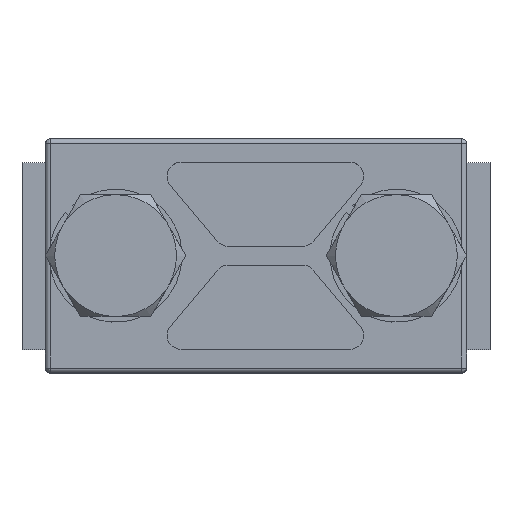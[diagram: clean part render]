
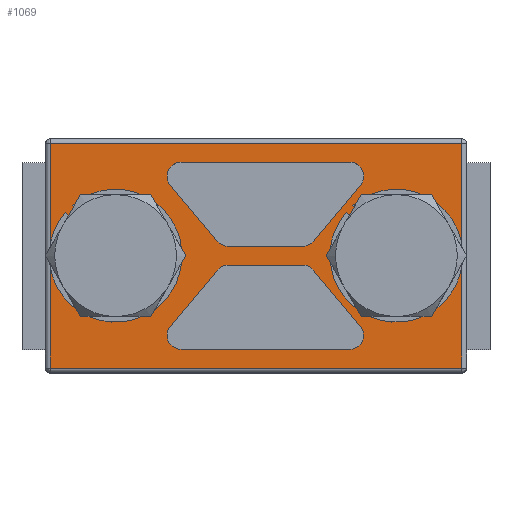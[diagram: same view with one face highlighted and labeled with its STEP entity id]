
A CAD part, top view. The second image highlights one B-rep face of the part: STEP entity #1069.
In plain terms, the highlighted face is planar.
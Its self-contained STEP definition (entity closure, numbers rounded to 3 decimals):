
#865=AXIS2_PLACEMENT_3D('Plane Axis2P3D',#862,#863,#864) ;
#903=AXIS2_PLACEMENT_3D('Circle Axis2P3D',#901,#902,$) ;
#912=AXIS2_PLACEMENT_3D('Circle Axis2P3D',#910,#911,$) ;
#921=AXIS2_PLACEMENT_3D('Circle Axis2P3D',#919,#920,$) ;
#930=AXIS2_PLACEMENT_3D('Circle Axis2P3D',#928,#929,$) ;
#948=AXIS2_PLACEMENT_3D('Circle Axis2P3D',#946,#947,$) ;
#962=AXIS2_PLACEMENT_3D('Circle Axis2P3D',#960,#961,$) ;
#976=AXIS2_PLACEMENT_3D('Circle Axis2P3D',#974,#975,$) ;
#990=AXIS2_PLACEMENT_3D('Circle Axis2P3D',#988,#989,$) ;
#1014=AXIS2_PLACEMENT_3D('Circle Axis2P3D',#1012,#1013,$) ;
#1028=AXIS2_PLACEMENT_3D('Circle Axis2P3D',#1026,#1027,$) ;
#1042=AXIS2_PLACEMENT_3D('Circle Axis2P3D',#1040,#1041,$) ;
#1056=AXIS2_PLACEMENT_3D('Circle Axis2P3D',#1054,#1055,$) ;
#862=CARTESIAN_POINT('Axis2P3D Location',(0.,0.,0.)) ;
#867=CARTESIAN_POINT('Line Origine',(0.,12.,0.)) ;
#871=CARTESIAN_POINT('Vertex',(22.,12.,0.)) ;
#873=CARTESIAN_POINT('Vertex',(-22.,12.,0.)) ;
#876=CARTESIAN_POINT('Line Origine',(22.,0.,0.)) ;
#880=CARTESIAN_POINT('Vertex',(22.,-12.,0.)) ;
#883=CARTESIAN_POINT('Line Origine',(0.,-12.,0.)) ;
#887=CARTESIAN_POINT('Vertex',(-22.,-12.,0.)) ;
#890=CARTESIAN_POINT('Line Origine',(-22.,0.,0.)) ;
#901=CARTESIAN_POINT('Axis2P3D Location',(15.,0.,0.)) ;
#905=CARTESIAN_POINT('Vertex',(15.,4.75,0.)) ;
#907=CARTESIAN_POINT('Vertex',(15.,-4.75,0.)) ;
#910=CARTESIAN_POINT('Axis2P3D Location',(15.,0.,0.)) ;
#919=CARTESIAN_POINT('Axis2P3D Location',(-15.,0.,0.)) ;
#923=CARTESIAN_POINT('Vertex',(-10.25,0.,0.)) ;
#925=CARTESIAN_POINT('Vertex',(-19.75,0.,0.)) ;
#928=CARTESIAN_POINT('Axis2P3D Location',(-15.,0.,0.)) ;
#937=CARTESIAN_POINT('Line Origine',(-1.,1.,0.)) ;
#941=CARTESIAN_POINT('Vertex',(-4.965,1.,0.)) ;
#943=CARTESIAN_POINT('Vertex',(2.965,1.,0.)) ;
#946=CARTESIAN_POINT('Axis2P3D Location',(2.965,2.5,0.)) ;
#950=CARTESIAN_POINT('Vertex',(4.114,1.536,0.)) ;
#953=CARTESIAN_POINT('Line Origine',(6.632,4.536,0.)) ;
#957=CARTESIAN_POINT('Vertex',(9.149,7.536,0.)) ;
#960=CARTESIAN_POINT('Axis2P3D Location',(8.,8.5,0.)) ;
#964=CARTESIAN_POINT('Vertex',(8.,10.,0.)) ;
#967=CARTESIAN_POINT('Line Origine',(-1.,10.,0.)) ;
#971=CARTESIAN_POINT('Vertex',(-10.,10.,0.)) ;
#974=CARTESIAN_POINT('Axis2P3D Location',(-10.,8.5,0.)) ;
#978=CARTESIAN_POINT('Vertex',(-11.149,7.536,0.)) ;
#981=CARTESIAN_POINT('Line Origine',(-8.632,4.536,0.)) ;
#985=CARTESIAN_POINT('Vertex',(-6.114,1.536,0.)) ;
#988=CARTESIAN_POINT('Axis2P3D Location',(-4.965,2.5,0.)) ;
#1003=CARTESIAN_POINT('Line Origine',(-1.,-1.,0.)) ;
#1007=CARTESIAN_POINT('Vertex',(-4.965,-1.,0.)) ;
#1009=CARTESIAN_POINT('Vertex',(2.965,-1.,0.)) ;
#1012=CARTESIAN_POINT('Axis2P3D Location',(-4.965,-2.5,0.)) ;
#1016=CARTESIAN_POINT('Vertex',(-6.114,-1.536,0.)) ;
#1019=CARTESIAN_POINT('Line Origine',(-8.632,-4.536,0.)) ;
#1023=CARTESIAN_POINT('Vertex',(-11.149,-7.536,0.)) ;
#1026=CARTESIAN_POINT('Axis2P3D Location',(-10.,-8.5,0.)) ;
#1030=CARTESIAN_POINT('Vertex',(-10.,-10.,0.)) ;
#1033=CARTESIAN_POINT('Line Origine',(-1.,-10.,0.)) ;
#1037=CARTESIAN_POINT('Vertex',(8.,-10.,0.)) ;
#1040=CARTESIAN_POINT('Axis2P3D Location',(8.,-8.5,0.)) ;
#1044=CARTESIAN_POINT('Vertex',(9.149,-7.536,0.)) ;
#1047=CARTESIAN_POINT('Line Origine',(6.632,-4.536,0.)) ;
#1051=CARTESIAN_POINT('Vertex',(4.114,-1.536,0.)) ;
#1054=CARTESIAN_POINT('Axis2P3D Location',(2.965,-2.5,0.)) ;
#863=DIRECTION('Axis2P3D Direction',(0.,-0.,1.)) ;
#864=DIRECTION('Axis2P3D XDirection',(0.,1.,0.)) ;
#868=DIRECTION('Vector Direction',(-1.,0.,0.)) ;
#877=DIRECTION('Vector Direction',(0.,-1.,0.)) ;
#884=DIRECTION('Vector Direction',(1.,0.,0.)) ;
#891=DIRECTION('Vector Direction',(0.,1.,0.)) ;
#902=DIRECTION('Axis2P3D Direction',(0.,-0.,1.)) ;
#911=DIRECTION('Axis2P3D Direction',(0.,-0.,1.)) ;
#920=DIRECTION('Axis2P3D Direction',(0.,-0.,1.)) ;
#929=DIRECTION('Axis2P3D Direction',(0.,-0.,1.)) ;
#938=DIRECTION('Vector Direction',(1.,0.,0.)) ;
#947=DIRECTION('Axis2P3D Direction',(0.,-0.,1.)) ;
#954=DIRECTION('Vector Direction',(0.643,0.766,0.)) ;
#961=DIRECTION('Axis2P3D Direction',(0.,-0.,1.)) ;
#968=DIRECTION('Vector Direction',(1.,0.,0.)) ;
#975=DIRECTION('Axis2P3D Direction',(0.,-0.,1.)) ;
#982=DIRECTION('Vector Direction',(0.643,-0.766,0.)) ;
#989=DIRECTION('Axis2P3D Direction',(0.,-0.,1.)) ;
#1004=DIRECTION('Vector Direction',(1.,0.,0.)) ;
#1013=DIRECTION('Axis2P3D Direction',(0.,-0.,1.)) ;
#1020=DIRECTION('Vector Direction',(0.643,0.766,0.)) ;
#1027=DIRECTION('Axis2P3D Direction',(0.,-0.,1.)) ;
#1034=DIRECTION('Vector Direction',(1.,0.,0.)) ;
#1041=DIRECTION('Axis2P3D Direction',(0.,-0.,1.)) ;
#1048=DIRECTION('Vector Direction',(0.643,-0.766,0.)) ;
#1055=DIRECTION('Axis2P3D Direction',(0.,-0.,1.)) ;
#869=VECTOR('Line Direction',#868,1.) ;
#878=VECTOR('Line Direction',#877,1.) ;
#885=VECTOR('Line Direction',#884,1.) ;
#892=VECTOR('Line Direction',#891,1.) ;
#939=VECTOR('Line Direction',#938,1.) ;
#955=VECTOR('Line Direction',#954,1.) ;
#969=VECTOR('Line Direction',#968,1.) ;
#983=VECTOR('Line Direction',#982,1.) ;
#1005=VECTOR('Line Direction',#1004,1.) ;
#1021=VECTOR('Line Direction',#1020,1.) ;
#1035=VECTOR('Line Direction',#1034,1.) ;
#1049=VECTOR('Line Direction',#1048,1.) ;
#896=ORIENTED_EDGE('',*,*,#875,.F.) ;
#897=ORIENTED_EDGE('',*,*,#882,.T.) ;
#898=ORIENTED_EDGE('',*,*,#889,.F.) ;
#899=ORIENTED_EDGE('',*,*,#894,.T.) ;
#916=ORIENTED_EDGE('',*,*,#909,.F.) ;
#917=ORIENTED_EDGE('',*,*,#914,.F.) ;
#934=ORIENTED_EDGE('',*,*,#927,.T.) ;
#935=ORIENTED_EDGE('',*,*,#932,.T.) ;
#994=ORIENTED_EDGE('',*,*,#945,.T.) ;
#995=ORIENTED_EDGE('',*,*,#952,.F.) ;
#996=ORIENTED_EDGE('',*,*,#959,.T.) ;
#997=ORIENTED_EDGE('',*,*,#966,.F.) ;
#998=ORIENTED_EDGE('',*,*,#973,.F.) ;
#999=ORIENTED_EDGE('',*,*,#980,.F.) ;
#1000=ORIENTED_EDGE('',*,*,#987,.T.) ;
#1001=ORIENTED_EDGE('',*,*,#992,.F.) ;
#1060=ORIENTED_EDGE('',*,*,#1011,.F.) ;
#1061=ORIENTED_EDGE('',*,*,#1018,.T.) ;
#1062=ORIENTED_EDGE('',*,*,#1025,.F.) ;
#1063=ORIENTED_EDGE('',*,*,#1032,.T.) ;
#1064=ORIENTED_EDGE('',*,*,#1039,.T.) ;
#1065=ORIENTED_EDGE('',*,*,#1046,.T.) ;
#1066=ORIENTED_EDGE('',*,*,#1053,.F.) ;
#1067=ORIENTED_EDGE('',*,*,#1058,.T.) ;
#918=FACE_BOUND('',#915,.T.) ;
#936=FACE_BOUND('',#933,.T.) ;
#1002=FACE_BOUND('',#993,.T.) ;
#1068=FACE_BOUND('',#1059,.T.) ;
#1069=ADVANCED_FACE('Hauptkoerper nicht benutzen',(#900,#918,#936,#1002,#1068),#866,.F.) ;
#904=CIRCLE('generated circle',#903,4.75) ;
#913=CIRCLE('generated circle',#912,4.75) ;
#922=CIRCLE('generated circle',#921,4.75) ;
#931=CIRCLE('generated circle',#930,4.75) ;
#949=CIRCLE('generated circle',#948,1.5) ;
#963=CIRCLE('generated circle',#962,1.5) ;
#977=CIRCLE('generated circle',#976,1.5) ;
#991=CIRCLE('generated circle',#990,1.5) ;
#1015=CIRCLE('generated circle',#1014,1.5) ;
#1029=CIRCLE('generated circle',#1028,1.5) ;
#1043=CIRCLE('generated circle',#1042,1.5) ;
#1057=CIRCLE('generated circle',#1056,1.5) ;
#875=EDGE_CURVE('',#872,#874,#870,.T.) ;
#882=EDGE_CURVE('',#872,#881,#879,.T.) ;
#889=EDGE_CURVE('',#888,#881,#886,.T.) ;
#894=EDGE_CURVE('',#888,#874,#893,.T.) ;
#909=EDGE_CURVE('',#906,#908,#904,.F.) ;
#914=EDGE_CURVE('',#908,#906,#913,.F.) ;
#927=EDGE_CURVE('',#924,#926,#922,.T.) ;
#932=EDGE_CURVE('',#926,#924,#931,.T.) ;
#945=EDGE_CURVE('',#942,#944,#940,.T.) ;
#952=EDGE_CURVE('',#951,#944,#949,.F.) ;
#959=EDGE_CURVE('',#951,#958,#956,.T.) ;
#966=EDGE_CURVE('',#965,#958,#963,.F.) ;
#973=EDGE_CURVE('',#972,#965,#970,.T.) ;
#980=EDGE_CURVE('',#979,#972,#977,.F.) ;
#987=EDGE_CURVE('',#979,#986,#984,.T.) ;
#992=EDGE_CURVE('',#942,#986,#991,.F.) ;
#1011=EDGE_CURVE('',#1008,#1010,#1006,.T.) ;
#1018=EDGE_CURVE('',#1008,#1017,#1015,.T.) ;
#1025=EDGE_CURVE('',#1024,#1017,#1022,.T.) ;
#1032=EDGE_CURVE('',#1024,#1031,#1029,.T.) ;
#1039=EDGE_CURVE('',#1031,#1038,#1036,.T.) ;
#1046=EDGE_CURVE('',#1038,#1045,#1043,.T.) ;
#1053=EDGE_CURVE('',#1052,#1045,#1050,.T.) ;
#1058=EDGE_CURVE('',#1052,#1010,#1057,.T.) ;
#895=EDGE_LOOP('',(#896,#897,#898,#899)) ;
#915=EDGE_LOOP('',(#916,#917)) ;
#933=EDGE_LOOP('',(#934,#935)) ;
#993=EDGE_LOOP('',(#994,#995,#996,#997,#998,#999,#1000,#1001)) ;
#1059=EDGE_LOOP('',(#1060,#1061,#1062,#1063,#1064,#1065,#1066,#1067)) ;
#900=FACE_OUTER_BOUND('',#895,.T.) ;
#870=LINE('Line',#867,#869) ;
#879=LINE('Line',#876,#878) ;
#886=LINE('Line',#883,#885) ;
#893=LINE('Line',#890,#892) ;
#940=LINE('Line',#937,#939) ;
#956=LINE('Line',#953,#955) ;
#970=LINE('Line',#967,#969) ;
#984=LINE('Line',#981,#983) ;
#1006=LINE('Line',#1003,#1005) ;
#1022=LINE('Line',#1019,#1021) ;
#1036=LINE('Line',#1033,#1035) ;
#1050=LINE('Line',#1047,#1049) ;
#866=PLANE('Plane',#865) ;
#872=VERTEX_POINT('',#871) ;
#874=VERTEX_POINT('',#873) ;
#881=VERTEX_POINT('',#880) ;
#888=VERTEX_POINT('',#887) ;
#906=VERTEX_POINT('',#905) ;
#908=VERTEX_POINT('',#907) ;
#924=VERTEX_POINT('',#923) ;
#926=VERTEX_POINT('',#925) ;
#942=VERTEX_POINT('',#941) ;
#944=VERTEX_POINT('',#943) ;
#951=VERTEX_POINT('',#950) ;
#958=VERTEX_POINT('',#957) ;
#965=VERTEX_POINT('',#964) ;
#972=VERTEX_POINT('',#971) ;
#979=VERTEX_POINT('',#978) ;
#986=VERTEX_POINT('',#985) ;
#1008=VERTEX_POINT('',#1007) ;
#1010=VERTEX_POINT('',#1009) ;
#1017=VERTEX_POINT('',#1016) ;
#1024=VERTEX_POINT('',#1023) ;
#1031=VERTEX_POINT('',#1030) ;
#1038=VERTEX_POINT('',#1037) ;
#1045=VERTEX_POINT('',#1044) ;
#1052=VERTEX_POINT('',#1051) ;
